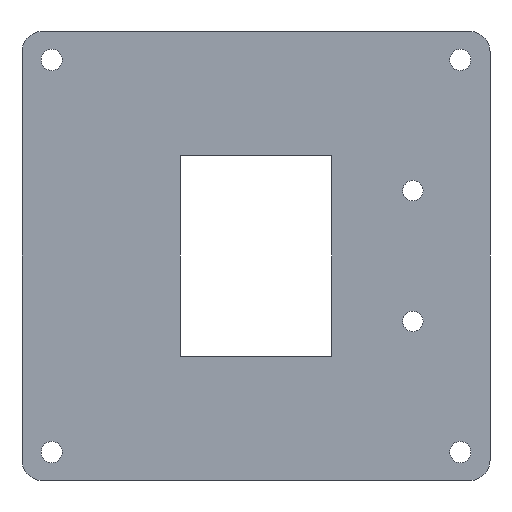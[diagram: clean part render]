
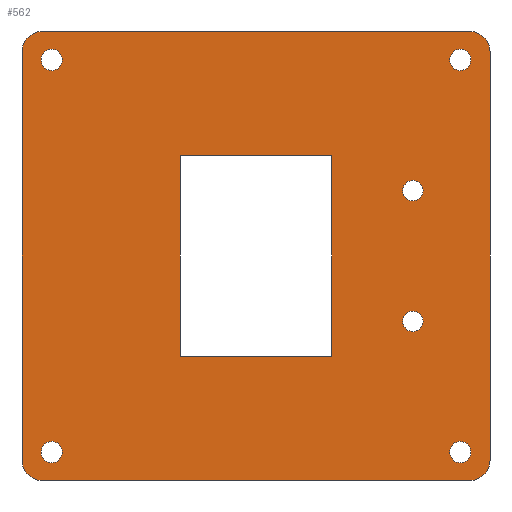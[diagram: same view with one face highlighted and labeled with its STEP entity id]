
A CAD part, front view. The second image highlights one B-rep face of the part: STEP entity #562.
In plain terms, the highlighted planar face has unit normal (0, -1, 0).
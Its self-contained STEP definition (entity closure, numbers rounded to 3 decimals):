
#23=FACE_BOUND('',#108,.T.);
#24=FACE_BOUND('',#109,.T.);
#25=FACE_BOUND('',#110,.T.);
#26=FACE_BOUND('',#111,.T.);
#27=FACE_BOUND('',#112,.T.);
#28=FACE_BOUND('',#113,.T.);
#29=FACE_BOUND('',#114,.T.);
#42=PLANE('',#645);
#70=FACE_OUTER_BOUND('',#107,.T.);
#107=EDGE_LOOP('',(#473,#474,#475,#476,#477,#478,#479,#480));
#108=EDGE_LOOP('',(#481));
#109=EDGE_LOOP('',(#482,#483,#484,#485));
#110=EDGE_LOOP('',(#486));
#111=EDGE_LOOP('',(#487));
#112=EDGE_LOOP('',(#488));
#113=EDGE_LOOP('',(#489));
#114=EDGE_LOOP('',(#490));
#116=LINE('',#818,#156);
#120=LINE('',#826,#160);
#123=LINE('',#832,#163);
#126=LINE('',#837,#166);
#145=LINE('',#931,#185);
#148=LINE('',#939,#188);
#151=LINE('',#947,#191);
#154=LINE('',#954,#194);
#156=VECTOR('',#657,10.);
#160=VECTOR('',#663,10.);
#163=VECTOR('',#668,10.);
#166=VECTOR('',#673,10.);
#185=VECTOR('',#776,10.);
#188=VECTOR('',#785,10.);
#191=VECTOR('',#794,10.);
#194=VECTOR('',#803,10.);
#196=CIRCLE('',#588,1.25);
#198=CIRCLE('',#595,1.25);
#219=CIRCLE('',#625,1.3);
#220=CIRCLE('',#627,1.3);
#221=CIRCLE('',#629,1.3);
#222=CIRCLE('',#631,1.3);
#223=CIRCLE('',#633,2.5);
#224=CIRCLE('',#636,2.5);
#225=CIRCLE('',#639,2.5);
#226=CIRCLE('',#642,2.5);
#228=VERTEX_POINT('',#812);
#229=VERTEX_POINT('',#816);
#230=VERTEX_POINT('',#817);
#233=VERTEX_POINT('',#825);
#235=VERTEX_POINT('',#831);
#238=VERTEX_POINT('',#842);
#263=VERTEX_POINT('',#908);
#264=VERTEX_POINT('',#912);
#265=VERTEX_POINT('',#916);
#266=VERTEX_POINT('',#920);
#267=VERTEX_POINT('',#924);
#268=VERTEX_POINT('',#925);
#269=VERTEX_POINT('',#930);
#270=VERTEX_POINT('',#934);
#271=VERTEX_POINT('',#938);
#272=VERTEX_POINT('',#942);
#273=VERTEX_POINT('',#946);
#274=VERTEX_POINT('',#950);
#277=EDGE_CURVE('',#228,#228,#196,.T.);
#278=EDGE_CURVE('',#229,#230,#116,.T.);
#282=EDGE_CURVE('',#230,#233,#120,.T.);
#285=EDGE_CURVE('',#233,#235,#123,.T.);
#288=EDGE_CURVE('',#235,#229,#126,.T.);
#292=EDGE_CURVE('',#238,#238,#198,.T.);
#324=EDGE_CURVE('',#263,#263,#219,.T.);
#326=EDGE_CURVE('',#264,#264,#220,.T.);
#328=EDGE_CURVE('',#265,#265,#221,.T.);
#330=EDGE_CURVE('',#266,#266,#222,.T.);
#331=EDGE_CURVE('',#267,#268,#223,.T.);
#334=EDGE_CURVE('',#269,#267,#145,.T.);
#336=EDGE_CURVE('',#270,#269,#224,.T.);
#338=EDGE_CURVE('',#271,#270,#148,.T.);
#340=EDGE_CURVE('',#272,#271,#225,.T.);
#342=EDGE_CURVE('',#273,#272,#151,.T.);
#344=EDGE_CURVE('',#274,#273,#226,.T.);
#346=EDGE_CURVE('',#268,#274,#154,.T.);
#473=ORIENTED_EDGE('',*,*,#346,.F.);
#474=ORIENTED_EDGE('',*,*,#331,.F.);
#475=ORIENTED_EDGE('',*,*,#334,.F.);
#476=ORIENTED_EDGE('',*,*,#336,.F.);
#477=ORIENTED_EDGE('',*,*,#338,.F.);
#478=ORIENTED_EDGE('',*,*,#340,.F.);
#479=ORIENTED_EDGE('',*,*,#342,.F.);
#480=ORIENTED_EDGE('',*,*,#344,.F.);
#481=ORIENTED_EDGE('',*,*,#277,.T.);
#482=ORIENTED_EDGE('',*,*,#278,.T.);
#483=ORIENTED_EDGE('',*,*,#282,.T.);
#484=ORIENTED_EDGE('',*,*,#285,.T.);
#485=ORIENTED_EDGE('',*,*,#288,.T.);
#486=ORIENTED_EDGE('',*,*,#292,.T.);
#487=ORIENTED_EDGE('',*,*,#330,.F.);
#488=ORIENTED_EDGE('',*,*,#328,.F.);
#489=ORIENTED_EDGE('',*,*,#326,.F.);
#490=ORIENTED_EDGE('',*,*,#324,.F.);
#562=ADVANCED_FACE('',(#70,#23,#24,#25,#26,#27,#28,#29),#42,.F.);
#588=AXIS2_PLACEMENT_3D('',#814,#653,#654);
#595=AXIS2_PLACEMENT_3D('',#844,#680,#681);
#625=AXIS2_PLACEMENT_3D('',#910,#751,#752);
#627=AXIS2_PLACEMENT_3D('',#914,#756,#757);
#629=AXIS2_PLACEMENT_3D('',#918,#761,#762);
#631=AXIS2_PLACEMENT_3D('',#922,#766,#767);
#633=AXIS2_PLACEMENT_3D('',#926,#770,#771);
#636=AXIS2_PLACEMENT_3D('',#935,#780,#781);
#639=AXIS2_PLACEMENT_3D('',#943,#789,#790);
#642=AXIS2_PLACEMENT_3D('',#951,#798,#799);
#645=AXIS2_PLACEMENT_3D('',#956,#806,#807);
#653=DIRECTION('center_axis',(0.,1.,0.));
#654=DIRECTION('ref_axis',(1.,0.,0.));
#657=DIRECTION('',(-1.,0.,0.));
#663=DIRECTION('',(0.,0.,1.));
#668=DIRECTION('',(1.,0.,0.));
#673=DIRECTION('',(0.,0.,-1.));
#680=DIRECTION('center_axis',(0.,1.,0.));
#681=DIRECTION('ref_axis',(1.,0.,0.));
#751=DIRECTION('center_axis',(0.,-1.,0.));
#752=DIRECTION('ref_axis',(1.,0.,0.));
#756=DIRECTION('center_axis',(0.,-1.,0.));
#757=DIRECTION('ref_axis',(1.,0.,0.));
#761=DIRECTION('center_axis',(0.,-1.,0.));
#762=DIRECTION('ref_axis',(1.,0.,0.));
#766=DIRECTION('center_axis',(0.,-1.,0.));
#767=DIRECTION('ref_axis',(1.,0.,0.));
#770=DIRECTION('center_axis',(0.,1.,0.));
#771=DIRECTION('ref_axis',(1.,0.,0.));
#776=DIRECTION('',(0.,0.,-1.));
#780=DIRECTION('center_axis',(0.,1.,0.));
#781=DIRECTION('ref_axis',(0.,0.,1.));
#785=DIRECTION('',(1.,0.,0.));
#789=DIRECTION('center_axis',(0.,1.,0.));
#790=DIRECTION('ref_axis',(-1.,0.,0.));
#794=DIRECTION('',(0.,0.,1.));
#798=DIRECTION('center_axis',(0.,1.,0.));
#799=DIRECTION('ref_axis',(0.,0.,-1.));
#803=DIRECTION('',(-1.,0.,0.));
#806=DIRECTION('center_axis',(0.,1.,0.));
#807=DIRECTION('ref_axis',(0.,0.,1.));
#812=CARTESIAN_POINT('',(17.95,0.,-8.));
#814=CARTESIAN_POINT('Origin',(19.2,0.,-8.));
#816=CARTESIAN_POINT('',(9.25,0.,-12.25));
#817=CARTESIAN_POINT('',(-9.25,0.,-12.25));
#818=CARTESIAN_POINT('',(-4.625,0.,-12.25));
#825=CARTESIAN_POINT('',(-9.25,0.,12.25));
#826=CARTESIAN_POINT('',(-9.25,0.,6.125));
#831=CARTESIAN_POINT('',(9.25,0.,12.25));
#832=CARTESIAN_POINT('',(4.625,0.,12.25));
#837=CARTESIAN_POINT('',(9.25,0.,-6.125));
#842=CARTESIAN_POINT('',(17.95,0.,8.));
#844=CARTESIAN_POINT('Origin',(19.2,0.,8.));
#908=CARTESIAN_POINT('',(-26.3,0.,24.));
#910=CARTESIAN_POINT('Origin',(-25.,0.,24.));
#912=CARTESIAN_POINT('',(-26.3,0.,-24.));
#914=CARTESIAN_POINT('Origin',(-25.,0.,-24.));
#916=CARTESIAN_POINT('',(23.7,0.,24.));
#918=CARTESIAN_POINT('Origin',(25.,0.,24.));
#920=CARTESIAN_POINT('',(23.7,0.,-24.));
#922=CARTESIAN_POINT('Origin',(25.,0.,-24.));
#924=CARTESIAN_POINT('',(28.646,0.,-25.));
#925=CARTESIAN_POINT('',(26.146,0.,-27.5));
#926=CARTESIAN_POINT('Origin',(26.146,0.,-25.));
#930=CARTESIAN_POINT('',(28.646,0.,25.));
#931=CARTESIAN_POINT('',(28.646,0.,25.));
#934=CARTESIAN_POINT('',(26.146,0.,27.5));
#935=CARTESIAN_POINT('Origin',(26.146,0.,25.));
#938=CARTESIAN_POINT('',(-26.146,0.,27.5));
#939=CARTESIAN_POINT('',(-26.146,0.,27.5));
#942=CARTESIAN_POINT('',(-28.646,0.,25.));
#943=CARTESIAN_POINT('Origin',(-26.146,0.,25.));
#946=CARTESIAN_POINT('',(-28.646,0.,-25.));
#947=CARTESIAN_POINT('',(-28.646,0.,-25.));
#950=CARTESIAN_POINT('',(-26.146,0.,-27.5));
#951=CARTESIAN_POINT('Origin',(-26.146,0.,-25.));
#954=CARTESIAN_POINT('',(26.146,0.,-27.5));
#956=CARTESIAN_POINT('Origin',(0.,0.,0.));
